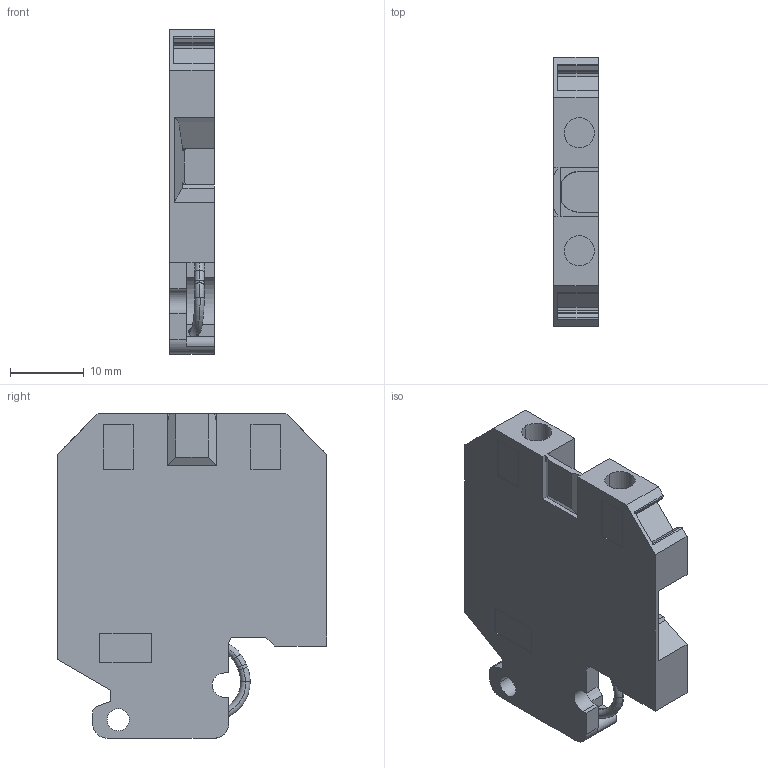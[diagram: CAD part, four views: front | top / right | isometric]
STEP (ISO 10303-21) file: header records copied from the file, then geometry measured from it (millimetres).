
FILE_DESCRIPTION(('CATIA V5R20 STEP214','CAx-IF Rec.Pracs.--- Model Styling and Organization---1.5--- 2016-08-15','CAx-IF Rec.Pracs.---Supplemental Geometry---1.0---2011-11-01','CAx-IF Rec.Pracs.--- Composite Materials ---1.1---2010-07-15'),'2;1');
FILE_NAME ('060594-1_0', '2025-03-19T07:34:41+00:00', ('Weidmueller Interface'), ('Weidmueller'), 'CATIA Version 5-6 Release 2022 SP4 HF5', 'CATIA V5 STEP AP214 v3', 'none');
FILE_SCHEMA(('AUTOMOTIVE_DESIGN { 1 0 10303 214 1 1 1 1 }'));
Length unit declared in the file: millimetre
Products named in the file (1): 9520320000
Bounding box: 6.1 x 36.5 x 44 mm (x, y, z)
Volume: 6813.1 mm3; surface area: 4252.3 mm2
Topology: 1 solids, 1 shells, 180 faces, 485 edges, 315 vertices
Faces by surface type: plane 112, cylinder 46, torus 16, cone 4, extrusion 2
Entity records: 5786 total; most frequent: CARTESIAN_POINT 1295, ORIENTED_EDGE 970, DIRECTION 743, EDGE_CURVE 485, VECTOR 346, LINE 344, VERTEX_POINT 315, AXIS2_PLACEMENT_3D 249
